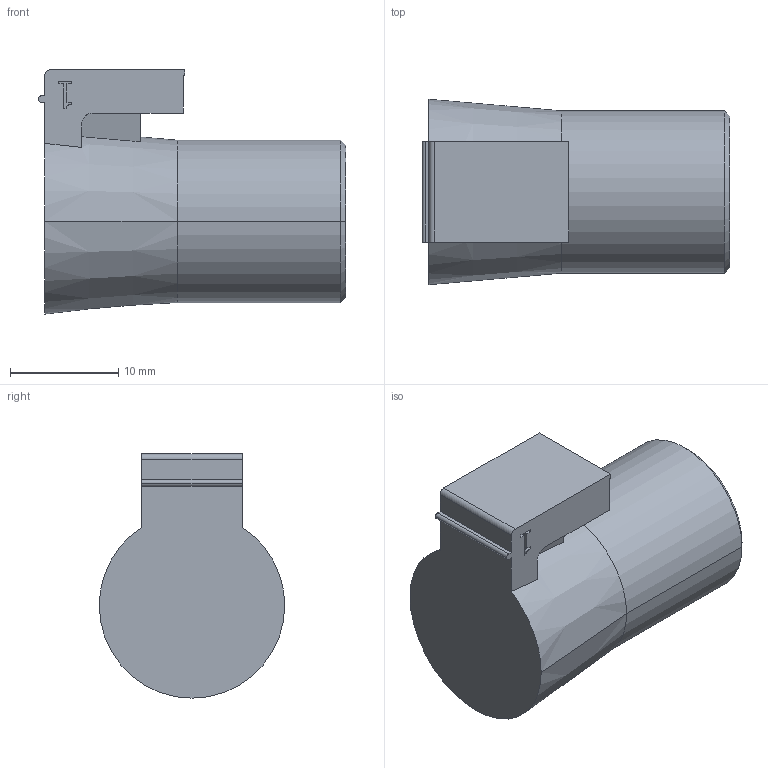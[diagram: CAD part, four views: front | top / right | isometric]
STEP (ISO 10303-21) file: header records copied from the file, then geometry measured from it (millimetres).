
FILE_DESCRIPTION (( 'STEP AP203' ), '1' );
FILE_NAME ('568395.step', '2019-11-21T17:32:52', ( '' ), ( '' ), 'SwSTEP 2.0', 'SolidWorks 2019', '' );
FILE_SCHEMA (( 'CONFIG_CONTROL_DESIGN' ));
Length unit declared in the file: inch
Products named in the file (1): 568395
Bounding box: 28.4 x 17.14 x 22.57 mm (x, y, z)
Volume: 4966.6 mm3; surface area: 2621.9 mm2
Topology: 1 solids, 1 shells, 45 faces, 120 edges, 77 vertices
Faces by surface type: plane 28, cylinder 10, cone 6, bspline 1
Entity records: 1473 total; most frequent: CARTESIAN_POINT 278, ORIENTED_EDGE 236, DIRECTION 226, EDGE_CURVE 118, VECTOR 84, LINE 84, VERTEX_POINT 77, AXIS2_PLACEMENT_3D 71
